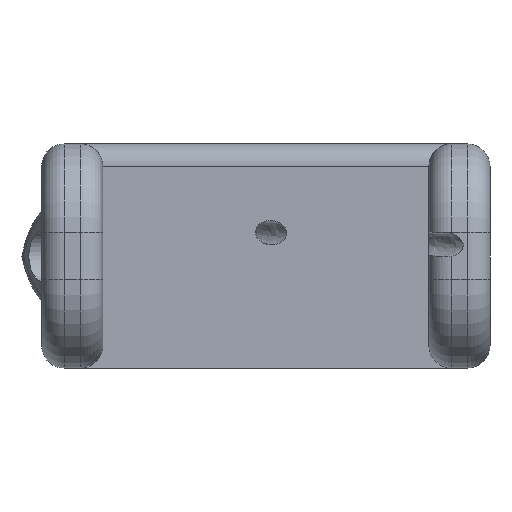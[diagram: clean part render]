
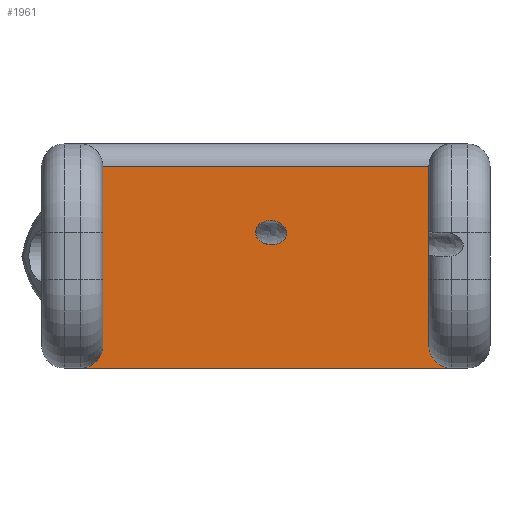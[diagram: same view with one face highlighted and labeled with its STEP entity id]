
A CAD part, left-side view. The second image highlights one B-rep face of the part: STEP entity #1961.
In plain terms, the highlighted planar face has unit normal (-1, 0, 0).
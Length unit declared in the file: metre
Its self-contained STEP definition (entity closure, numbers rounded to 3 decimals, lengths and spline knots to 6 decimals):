
#65=PLANE('',#2119);
#104=CIRCLE('',#2120,0.00141);
#105=CIRCLE('',#2121,0.00141);
#239=LINE('',#3065,#342);
#242=LINE('',#3087,#345);
#243=LINE('',#3090,#346);
#244=LINE('',#3093,#347);
#342=VECTOR('',#2416,1.);
#345=VECTOR('',#2423,1.);
#346=VECTOR('',#2424,1.);
#347=VECTOR('',#2427,1.);
#475=ORIENTED_EDGE('',*,*,#1099,.T.);
#476=ORIENTED_EDGE('',*,*,#1100,.F.);
#477=ORIENTED_EDGE('',*,*,#1101,.T.);
#478=ORIENTED_EDGE('',*,*,#1095,.T.);
#479=ORIENTED_EDGE('',*,*,#1102,.T.);
#480=ORIENTED_EDGE('',*,*,#1103,.T.);
#481=ORIENTED_EDGE('',*,*,#1104,.T.);
#1095=EDGE_CURVE('',#1408,#1407,#239,.T.);
#1099=EDGE_CURVE('',#1411,#1411,#1551,.T.);
#1100=EDGE_CURVE('',#1412,#1413,#242,.T.);
#1101=EDGE_CURVE('',#1412,#1408,#243,.F.);
#1102=EDGE_CURVE('',#1407,#1414,#104,.T.);
#1103=EDGE_CURVE('',#1414,#1415,#244,.T.);
#1104=EDGE_CURVE('',#1415,#1413,#105,.T.);
#1407=VERTEX_POINT('',#3064);
#1408=VERTEX_POINT('',#3066);
#1411=VERTEX_POINT('',#3086);
#1412=VERTEX_POINT('',#3088);
#1413=VERTEX_POINT('',#3089);
#1414=VERTEX_POINT('',#3092);
#1415=VERTEX_POINT('',#3094);
#1551=B_SPLINE_CURVE_WITH_KNOTS('',3,(#3073,#3074,#3075,#3076,#3077,#3078,
#3079,#3080,#3081,#3082,#3083,#3084,#3085),.UNSPECIFIED.,.T.,.F.,(1,1,1,
1,1,1,1,1,1,1,1,1,1,1,1,1,1),(-0.002032,-0.001355,
-0.000677,0.,0.000339,0.000677,0.001355,
0.002032,0.00271,0.003048,0.003387,
0.004065,0.004742,0.005419,0.005758,
0.006097,0.006774),.UNSPECIFIED.);
#1630=EDGE_LOOP('',(#475));
#1631=EDGE_LOOP('',(#476,#477,#478,#479,#480,#481));
#1769=FACE_BOUND('',#1630,.T.);
#1770=FACE_BOUND('',#1631,.T.);
#1961=ADVANCED_FACE('',(#1769,#1770),#65,.F.);
#2119=AXIS2_PLACEMENT_3D('',#3072,#2421,#2422);
#2120=AXIS2_PLACEMENT_3D('',#3091,#2425,#2426);
#2121=AXIS2_PLACEMENT_3D('',#3095,#2428,#2429);
#2416=DIRECTION('',(0.,0.,-1.));
#2421=DIRECTION('',(1.,0.,0.));
#2422=DIRECTION('',(0.,0.,-1.));
#2423=DIRECTION('',(0.,0.,-1.));
#2424=DIRECTION('',(0.,-1.,0.));
#2425=DIRECTION('',(1.,0.,0.));
#2426=DIRECTION('',(0.,0.,-1.));
#2427=DIRECTION('',(0.,-1.,0.));
#2428=DIRECTION('',(1.,0.,0.));
#2429=DIRECTION('',(0.,0.,-1.));
#3064=CARTESIAN_POINT('',(0.062967,0.04064,0.00395));
#3065=CARTESIAN_POINT('',(0.062967,0.04064,0.01651));
#3066=CARTESIAN_POINT('',(0.062967,0.04064,0.0151));
#3072=CARTESIAN_POINT('',(0.062967,0.03048,0.01651));
#3073=CARTESIAN_POINT('',(0.062967,0.030806,0.010345));
#3074=CARTESIAN_POINT('',(0.062967,0.031185,0.010849));
#3075=CARTESIAN_POINT('',(0.062967,0.031076,0.011314));
#3076=CARTESIAN_POINT('',(0.062967,0.030748,0.011648));
#3077=CARTESIAN_POINT('',(0.062967,0.030175,0.011787));
#3078=CARTESIAN_POINT('',(0.062967,0.029501,0.011613));
#3079=CARTESIAN_POINT('',(0.062967,0.029119,0.011112));
#3080=CARTESIAN_POINT('',(0.062967,0.029227,0.010645));
#3081=CARTESIAN_POINT('',(0.062967,0.029554,0.010311));
#3082=CARTESIAN_POINT('',(0.062967,0.030128,0.01017));
#3083=CARTESIAN_POINT('',(0.062967,0.030806,0.010345));
#3084=CARTESIAN_POINT('',(0.062967,0.031185,0.010849));
#3085=CARTESIAN_POINT('',(0.062967,0.031076,0.011314));
#3086=CARTESIAN_POINT('',(0.062967,0.031123,0.010971));
#3087=CARTESIAN_POINT('',(0.062967,0.02032,0.01651));
#3088=CARTESIAN_POINT('',(0.062967,0.02032,0.0151));
#3089=CARTESIAN_POINT('',(0.062967,0.02032,0.00395));
#3090=CARTESIAN_POINT('',(0.062967,0.04064,0.0151));
#3091=CARTESIAN_POINT('',(0.062967,0.04205,0.00395));
#3092=CARTESIAN_POINT('',(0.062967,0.04205,0.00254));
#3093=CARTESIAN_POINT('',(0.062967,0.03048,0.00254));
#3094=CARTESIAN_POINT('',(0.062967,0.01891,0.00254));
#3095=CARTESIAN_POINT('',(0.062967,0.01891,0.00395));
